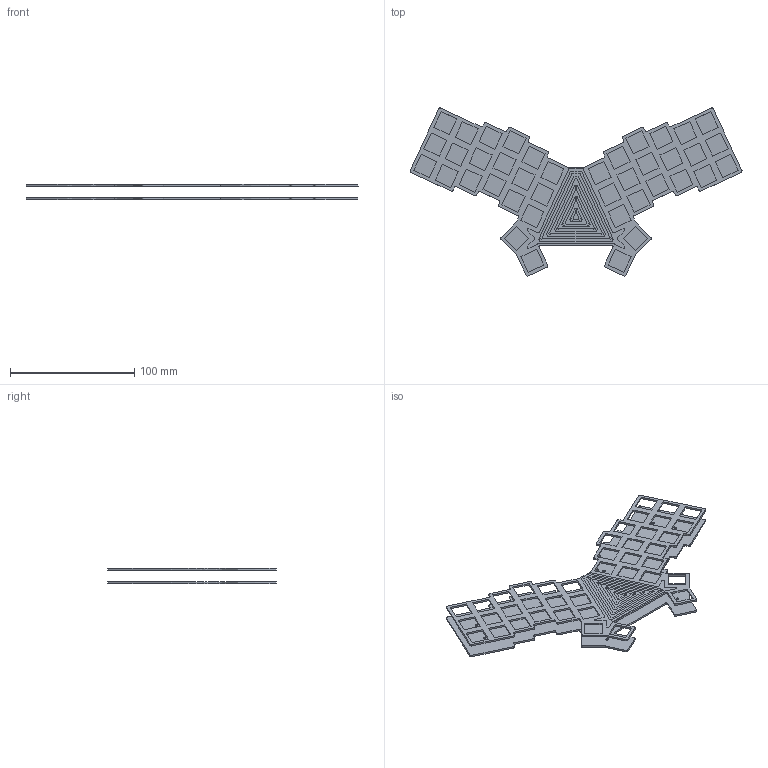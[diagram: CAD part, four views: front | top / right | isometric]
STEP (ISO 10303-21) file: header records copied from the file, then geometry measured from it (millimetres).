
FILE_DESCRIPTION(('HOOPS Exchange Step'),'2;1');
FILE_NAME('temp_export','2024-05-30T12:20:51-04:00',('jscotto'),('Shapr3D Limited'),'HOOPS Exchange 2024.2','Shapr3D','Authorized');
FILE_SCHEMA( ('AUTOMOTIVE_DESIGN { 1 0 10303 214 1 1 1 1 }') );
Length unit declared in the file: millimetre
Products named in the file (2): Plate; 3x6 (Thin)
Assembly tree (1 placements, depth 2):
  3x6 (Thin)
    Plate
Bounding box: 267.42 x 135.46 x 12.1 mm (x, y, z)
Volume: 37597.5 mm3; surface area: 63413 mm2
Topology: 3 solids, 3 shells, 754 faces, 2204 edges, 1472 vertices
Faces by surface type: plane 434, cylinder 312, cone 8
Full cylindrical faces by diameter (mm): 2.2 x8
Entity records: 25409 total; most frequent: CARTESIAN_POINT 4432, ORIENTED_EDGE 4408, DIRECTION 4364, EDGE_CURVE 2204, VECTOR 1556, LINE 1556, VERTEX_POINT 1472, AXIS2_PLACEMENT_3D 1404
